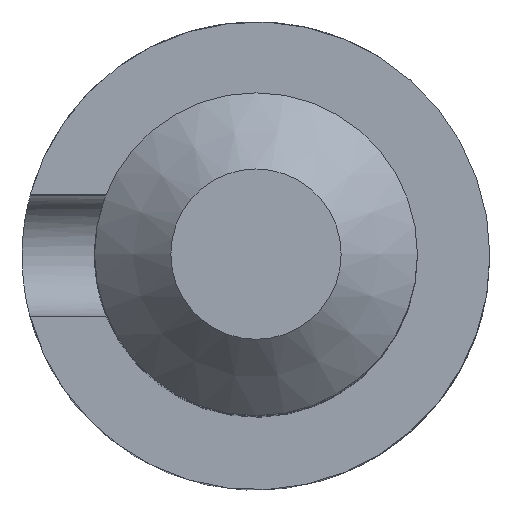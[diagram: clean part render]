
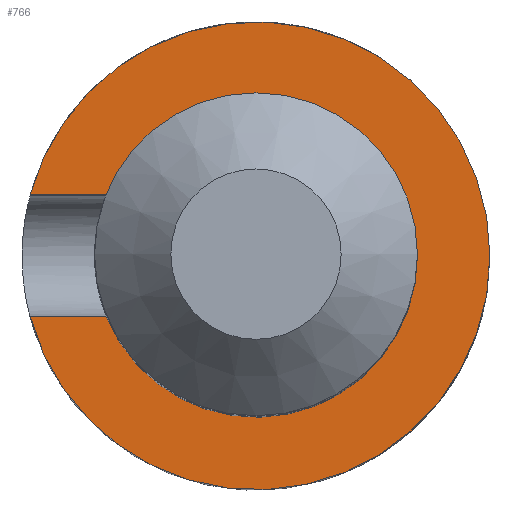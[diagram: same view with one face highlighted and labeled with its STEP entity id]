
A CAD part, top view. The second image highlights one B-rep face of the part: STEP entity #766.
In plain terms, the highlighted planar face has unit normal (0, 0, 1).
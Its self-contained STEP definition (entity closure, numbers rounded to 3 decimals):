
#106 = VERTEX_POINT('',#107);
#107 = CARTESIAN_POINT('',(4.6,0.,6.4));
#113 = EDGE_CURVE('',#106,#114,#116,.T.);
#114 = VERTEX_POINT('',#115);
#115 = CARTESIAN_POINT('',(-4.441,1.2,6.4));
#116 = CIRCLE('',#117,4.6);
#117 = AXIS2_PLACEMENT_3D('',#118,#119,#120);
#118 = CARTESIAN_POINT('',(0.,0.,6.4));
#119 = DIRECTION('',(0.,0.,1.));
#120 = DIRECTION('',(1.,0.,0.));
#198 = VERTEX_POINT('',#199);
#199 = CARTESIAN_POINT('',(-4.441,-1.2,6.4));
#205 = EDGE_CURVE('',#198,#106,#206,.T.);
#206 = CIRCLE('',#207,4.6);
#207 = AXIS2_PLACEMENT_3D('',#208,#209,#210);
#208 = CARTESIAN_POINT('',(0.,0.,6.4));
#209 = DIRECTION('',(0.,0.,1.));
#210 = DIRECTION('',(1.,0.,0.));
#766 = ADVANCED_FACE('',(#767),#803,.T.);
#767 = FACE_BOUND('',#768,.T.);
#768 = EDGE_LOOP('',(#769,#770,#771,#779,#788,#797));
#769 = ORIENTED_EDGE('',*,*,#205,.T.);
#770 = ORIENTED_EDGE('',*,*,#113,.T.);
#771 = ORIENTED_EDGE('',*,*,#772,.T.);
#772 = EDGE_CURVE('',#114,#773,#775,.T.);
#773 = VERTEX_POINT('',#774);
#774 = CARTESIAN_POINT('',(-2.939,1.2,6.4));
#775 = LINE('',#776,#777);
#776 = CARTESIAN_POINT('',(-1.45,1.2,6.4));
#777 = VECTOR('',#778,1.);
#778 = DIRECTION('',(1.,0.,0.));
#779 = ORIENTED_EDGE('',*,*,#780,.F.);
#780 = EDGE_CURVE('',#781,#773,#783,.T.);
#781 = VERTEX_POINT('',#782);
#782 = CARTESIAN_POINT('',(3.175,0.,6.4));
#783 = CIRCLE('',#784,3.175);
#784 = AXIS2_PLACEMENT_3D('',#785,#786,#787);
#785 = CARTESIAN_POINT('',(0.,0.,6.4));
#786 = DIRECTION('',(0.,0.,1.));
#787 = DIRECTION('',(1.,0.,0.));
#788 = ORIENTED_EDGE('',*,*,#789,.F.);
#789 = EDGE_CURVE('',#790,#781,#792,.T.);
#790 = VERTEX_POINT('',#791);
#791 = CARTESIAN_POINT('',(-2.939,-1.2,6.4));
#792 = CIRCLE('',#793,3.175);
#793 = AXIS2_PLACEMENT_3D('',#794,#795,#796);
#794 = CARTESIAN_POINT('',(0.,0.,6.4));
#795 = DIRECTION('',(0.,0.,1.));
#796 = DIRECTION('',(1.,0.,0.));
#797 = ORIENTED_EDGE('',*,*,#798,.F.);
#798 = EDGE_CURVE('',#198,#790,#799,.T.);
#799 = LINE('',#800,#801);
#800 = CARTESIAN_POINT('',(-1.45,-1.2,6.4));
#801 = VECTOR('',#802,1.);
#802 = DIRECTION('',(1.,0.,0.));
#803 = PLANE('',#804);
#804 = AXIS2_PLACEMENT_3D('',#805,#806,#807);
#805 = CARTESIAN_POINT('',(0.,0.,6.4));
#806 = DIRECTION('',(0.,0.,1.));
#807 = DIRECTION('',(1.,0.,0.));
